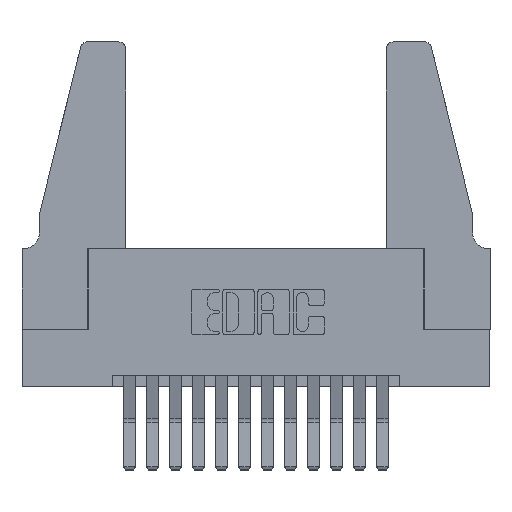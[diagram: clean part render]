
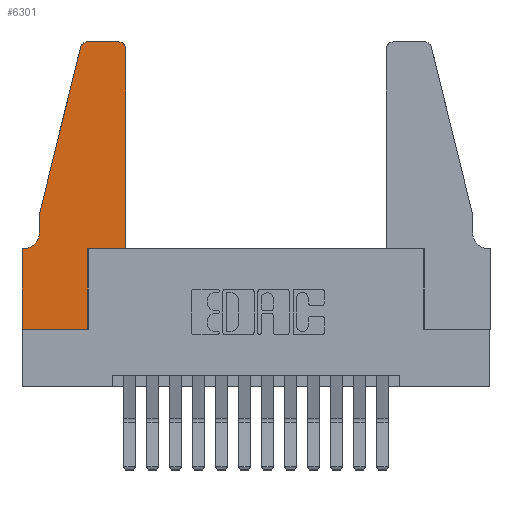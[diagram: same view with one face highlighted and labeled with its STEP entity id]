
A CAD part, top view. The second image highlights one B-rep face of the part: STEP entity #6301.
In plain terms, the highlighted planar face has unit normal (0, 0, 1).
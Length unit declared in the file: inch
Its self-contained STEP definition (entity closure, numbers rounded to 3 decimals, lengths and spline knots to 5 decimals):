
#184 = VERTEX_POINT ( 'NONE', #11581 ) ;
#265 = DIRECTION ( 'NONE',  ( 1., 0., 0. ) ) ;
#355 = ORIENTED_EDGE ( 'NONE', *, *, #14440, .T. ) ;
#612 = LINE ( 'NONE', #10144, #9783 ) ;
#640 = LINE ( 'NONE', #5900, #7338 ) ;
#861 = LINE ( 'NONE', #4750, #7553 ) ;
#1110 = VERTEX_POINT ( 'NONE', #12969 ) ;
#1452 = LINE ( 'NONE', #8321, #4726 ) ;
#1976 = CARTESIAN_POINT ( 'NONE',  ( 0.4505, 0.35, 0.37 ) ) ;
#2027 = DIRECTION ( 'NONE',  ( 0., -1., 0. ) ) ;
#2072 = CIRCLE ( 'NONE', #13508, 0.03 ) ;
#2358 = VERTEX_POINT ( 'NONE', #10747 ) ;
#2406 = VECTOR ( 'NONE', #10610, 39.37008 ) ;
#2635 = CARTESIAN_POINT ( 'NONE',  ( 0.4205, 1.25, 0.37 ) ) ;
#2810 = VECTOR ( 'NONE', #9586, 39.37008 ) ;
#2817 = AXIS2_PLACEMENT_3D ( 'NONE', #12190, #4910, #13375 ) ;
#2990 = VERTEX_POINT ( 'NONE', #10325 ) ;
#3043 = EDGE_LOOP ( 'NONE', ( #10670, #6091, #10042, #12313, #8777, #5456, #6781, #3647, #13615, #9703, #3296, #355 ) ) ;
#3096 = VERTEX_POINT ( 'NONE', #3715 ) ;
#3296 = ORIENTED_EDGE ( 'NONE', *, *, #4942, .T. ) ;
#3316 = DIRECTION ( 'NONE',  ( 1., 0., 0. ) ) ;
#3647 = ORIENTED_EDGE ( 'NONE', *, *, #9639, .T. ) ;
#3679 = VERTEX_POINT ( 'NONE', #13732 ) ;
#3715 = CARTESIAN_POINT ( 'NONE',  ( 0.2865, 0.35, 0.37 ) ) ;
#3817 = CARTESIAN_POINT ( 'NONE',  ( 0.25487, 1.22718, 0.37 ) ) ;
#4399 = CARTESIAN_POINT ( 'NONE',  ( 0., 0., 0.37 ) ) ;
#4726 = VECTOR ( 'NONE', #2027, 39.37008 ) ;
#4750 = CARTESIAN_POINT ( 'NONE',  ( 0.0755, 0.5, 0.37 ) ) ;
#4807 = VERTEX_POINT ( 'NONE', #13863 ) ;
#4910 = DIRECTION ( 'NONE',  ( 0., 0., -1. ) ) ;
#4942 = EDGE_CURVE ( 'NONE', #14836, #10815, #14852, .T. ) ;
#5138 = CIRCLE ( 'NONE', #2817, 0.07 ) ;
#5416 = EDGE_CURVE ( 'NONE', #11924, #4807, #8704, .T. ) ;
#5456 = ORIENTED_EDGE ( 'NONE', *, *, #7225, .T. ) ;
#5458 = CARTESIAN_POINT ( 'NONE',  ( 0.4505, 1.22, 0.37 ) ) ;
#5872 = LINE ( 'NONE', #14553, #12636 ) ;
#5900 = CARTESIAN_POINT ( 'NONE',  ( 0.2605, 1.25, 0.37 ) ) ;
#6091 = ORIENTED_EDGE ( 'NONE', *, *, #9192, .T. ) ;
#6257 = DIRECTION ( 'NONE',  ( -1., 0., 0. ) ) ;
#6301 = ADVANCED_FACE ( 'NONE', ( #15543 ), #14170, .T. ) ;
#6477 = DIRECTION ( 'NONE',  ( 0., 1., 0. ) ) ;
#6582 = AXIS2_PLACEMENT_3D ( 'NONE', #14806, #7820, #265 ) ;
#6620 = VERTEX_POINT ( 'NONE', #2635 ) ;
#6781 = ORIENTED_EDGE ( 'NONE', *, *, #10333, .T. ) ;
#7124 = CARTESIAN_POINT ( 'NONE',  ( 0., 0.35, 0.37 ) ) ;
#7225 = EDGE_CURVE ( 'NONE', #2358, #184, #5872, .T. ) ;
#7338 = VECTOR ( 'NONE', #8482, 39.37008 ) ;
#7391 = DIRECTION ( 'NONE',  ( 0., 0., 1. ) ) ;
#7553 = VECTOR ( 'NONE', #13239, 39.37008 ) ;
#7820 = DIRECTION ( 'NONE',  ( 0., 0., 1. ) ) ;
#7982 = AXIS2_PLACEMENT_3D ( 'NONE', #7124, #10733, #3316 ) ;
#8285 = DIRECTION ( 'NONE',  ( 1., 0., 0. ) ) ;
#8321 = CARTESIAN_POINT ( 'NONE',  ( 0., 0., 0.37 ) ) ;
#8482 = DIRECTION ( 'NONE',  ( -1., 0., 0. ) ) ;
#8704 = LINE ( 'NONE', #11599, #14489 ) ;
#8777 = ORIENTED_EDGE ( 'NONE', *, *, #9885, .T. ) ;
#9104 = LINE ( 'NONE', #4399, #14885 ) ;
#9192 = EDGE_CURVE ( 'NONE', #1110, #11924, #2072, .T. ) ;
#9586 = DIRECTION ( 'NONE',  ( 1., 0., 0. ) ) ;
#9639 = EDGE_CURVE ( 'NONE', #9923, #2990, #9104, .T. ) ;
#9703 = ORIENTED_EDGE ( 'NONE', *, *, #15240, .T. ) ;
#9783 = VECTOR ( 'NONE', #6477, 39.37008 ) ;
#9885 = EDGE_CURVE ( 'NONE', #3679, #2358, #5138, .T. ) ;
#9923 = VERTEX_POINT ( 'NONE', #14520 ) ;
#10042 = ORIENTED_EDGE ( 'NONE', *, *, #5416, .T. ) ;
#10144 = CARTESIAN_POINT ( 'NONE',  ( 0.2865, 0.35, 0.37 ) ) ;
#10325 = CARTESIAN_POINT ( 'NONE',  ( 0.2865, 0., 0.37 ) ) ;
#10333 = EDGE_CURVE ( 'NONE', #184, #9923, #1452, .T. ) ;
#10408 = EDGE_CURVE ( 'NONE', #6620, #1110, #640, .T. ) ;
#10443 = DIRECTION ( 'NONE',  ( -0.239, -0.971, 0. ) ) ;
#10610 = DIRECTION ( 'NONE',  ( 0., 1., 0. ) ) ;
#10670 = ORIENTED_EDGE ( 'NONE', *, *, #10408, .T. ) ;
#10733 = DIRECTION ( 'NONE',  ( 0., 0., 1. ) ) ;
#10747 = CARTESIAN_POINT ( 'NONE',  ( 0.0055, 0.35, 0.37 ) ) ;
#10815 = VERTEX_POINT ( 'NONE', #5458 ) ;
#11106 = CIRCLE ( 'NONE', #6582, 0.03 ) ;
#11151 = CARTESIAN_POINT ( 'NONE',  ( 0.4505, 0.35, 0.37 ) ) ;
#11305 = EDGE_CURVE ( 'NONE', #2990, #3096, #612, .T. ) ;
#11581 = CARTESIAN_POINT ( 'NONE',  ( 0., 0.35, 0.37 ) ) ;
#11599 = CARTESIAN_POINT ( 'NONE',  ( 0.0755, 0.5, 0.37 ) ) ;
#11904 = CARTESIAN_POINT ( 'NONE',  ( 0.4505, 0.35, 0.37 ) ) ;
#11924 = VERTEX_POINT ( 'NONE', #3817 ) ;
#12190 = CARTESIAN_POINT ( 'NONE',  ( 0.0055, 0.42, 0.37 ) ) ;
#12313 = ORIENTED_EDGE ( 'NONE', *, *, #15303, .T. ) ;
#12636 = VECTOR ( 'NONE', #6257, 39.37008 ) ;
#12969 = CARTESIAN_POINT ( 'NONE',  ( 0.284, 1.25, 0.37 ) ) ;
#13239 = DIRECTION ( 'NONE',  ( 0., -1., 0. ) ) ;
#13375 = DIRECTION ( 'NONE',  ( -1., 0., 0. ) ) ;
#13508 = AXIS2_PLACEMENT_3D ( 'NONE', #14429, #7391, #15596 ) ;
#13615 = ORIENTED_EDGE ( 'NONE', *, *, #11305, .T. ) ;
#13732 = CARTESIAN_POINT ( 'NONE',  ( 0.0755, 0.42, 0.37 ) ) ;
#13863 = CARTESIAN_POINT ( 'NONE',  ( 0.0755, 0.5, 0.37 ) ) ;
#14170 = PLANE ( 'NONE',  #7982 ) ;
#14429 = CARTESIAN_POINT ( 'NONE',  ( 0.284, 1.22, 0.37 ) ) ;
#14440 = EDGE_CURVE ( 'NONE', #10815, #6620, #11106, .T. ) ;
#14489 = VECTOR ( 'NONE', #10443, 39.37008 ) ;
#14520 = CARTESIAN_POINT ( 'NONE',  ( 0., 0., 0.37 ) ) ;
#14553 = CARTESIAN_POINT ( 'NONE',  ( 0.0755, 0.35, 0.37 ) ) ;
#14806 = CARTESIAN_POINT ( 'NONE',  ( 0.4205, 1.22, 0.37 ) ) ;
#14836 = VERTEX_POINT ( 'NONE', #11151 ) ;
#14852 = LINE ( 'NONE', #1976, #2406 ) ;
#14885 = VECTOR ( 'NONE', #8285, 39.37008 ) ;
#15240 = EDGE_CURVE ( 'NONE', #3096, #14836, #15619, .T. ) ;
#15303 = EDGE_CURVE ( 'NONE', #4807, #3679, #861, .T. ) ;
#15543 = FACE_OUTER_BOUND ( 'NONE', #3043, .T. ) ;
#15596 = DIRECTION ( 'NONE',  ( 1., 0., 0. ) ) ;
#15619 = LINE ( 'NONE', #11904, #2810 ) ;
